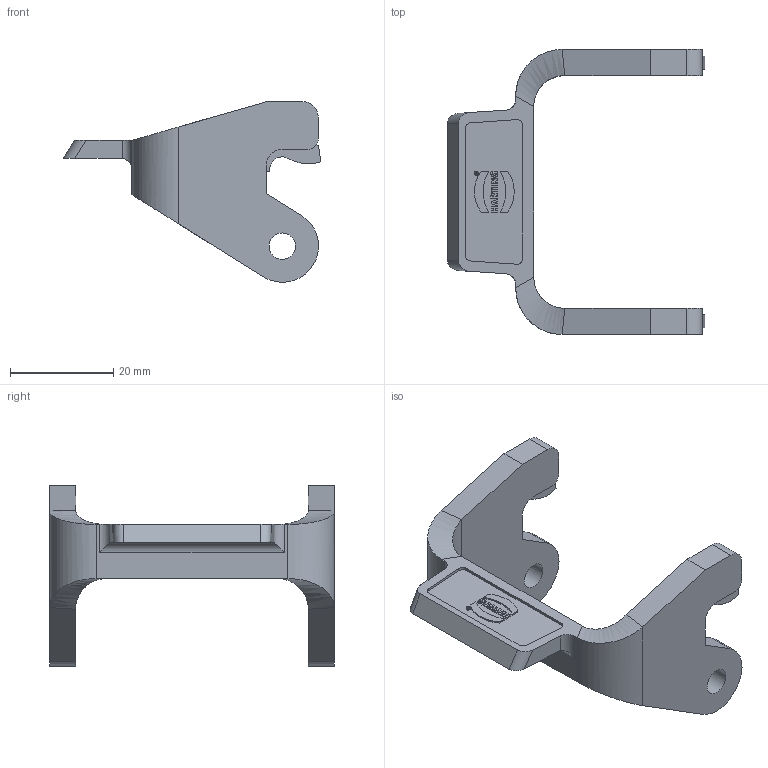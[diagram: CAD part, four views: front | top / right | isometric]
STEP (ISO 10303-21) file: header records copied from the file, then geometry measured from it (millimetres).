
FILE_DESCRIPTION(/* description */ (''),/* implementation_level */ '2;1');
FILE_NAME(/* name */ '100105914ugm000_c.stp',/* time_stamp */ '2019-03-07T09:52:04+01:00',/* author */ (''),/* organization */ (''),/* preprocessor_version */ 'ST-DEVELOPER v16.7',/* originating_system */ 'SIEMENS PLM Software NX 12.0',/* authorisation */ '');
FILE_SCHEMA (('AUTOMOTIVE_DESIGN { 1 0 10303 214 3 1 1 1 }'));
Length unit declared in the file: millimetre
Products named in the file (1): 100105914ugm000_c
Bounding box: 49.92 x 55.2 x 35 mm (x, y, z)
Volume: 10674.1 mm3; surface area: 6630.5 mm2
Topology: 1 solids, 1 shells, 178 faces, 466 edges, 308 vertices
Faces by surface type: plane 133, cylinder 35, extrusion 6, bspline 4
Full cylindrical faces by diameter (mm): 0.537 x1, 0.788 x1, 5.13 x2
Entity records: 7641 total; most frequent: CARTESIAN_POINT 1978, ORIENTED_EDGE 920, DIRECTION 843, EDGE_CURVE 460, VECTOR 373, LINE 367, VERTEX_POINT 304, AXIS2_PLACEMENT_3D 235
